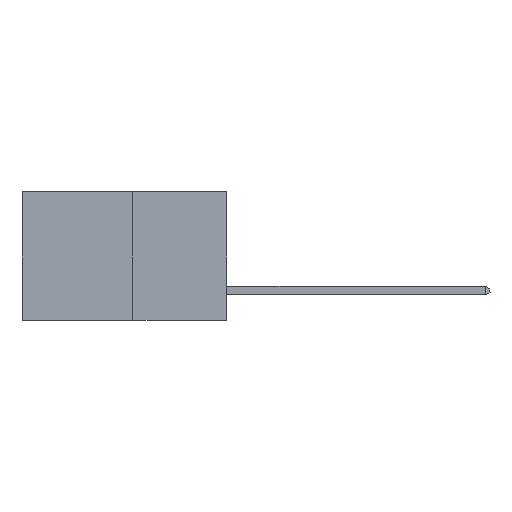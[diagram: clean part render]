
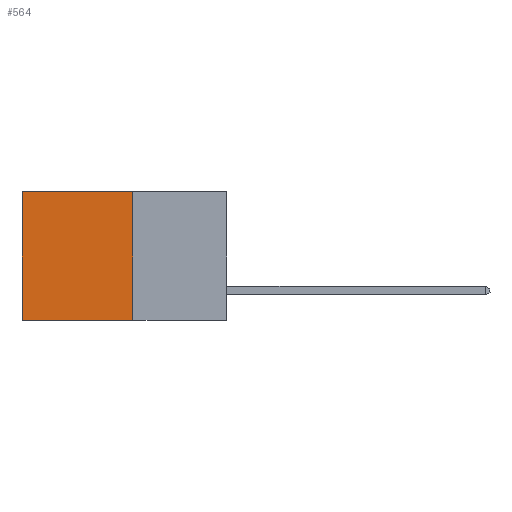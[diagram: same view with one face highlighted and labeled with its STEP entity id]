
A CAD part, left-side view. The second image highlights one B-rep face of the part: STEP entity #564.
In plain terms, the highlighted planar face has unit normal (-1, 0, 0).
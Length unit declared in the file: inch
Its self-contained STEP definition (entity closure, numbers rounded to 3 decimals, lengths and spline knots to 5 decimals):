
#471 = CARTESIAN_POINT ( 'NONE',  ( 0.277, 0.27, -0.37 ) ) ;
#564 = ADVANCED_FACE ( 'NONE', ( #10692 ), #10570, .F. ) ;
#952 = VERTEX_POINT ( 'NONE', #10631 ) ;
#1104 = EDGE_LOOP ( 'NONE', ( #2583, #2323, #11448, #7765 ) ) ;
#1690 = LINE ( 'NONE', #1779, #4540 ) ;
#1779 = CARTESIAN_POINT ( 'NONE',  ( 0.277, 0.27, 0. ) ) ;
#2003 = EDGE_CURVE ( 'NONE', #4655, #4948, #4996, .T. ) ;
#2323 = ORIENTED_EDGE ( 'NONE', *, *, #8846, .F. ) ;
#2583 = ORIENTED_EDGE ( 'NONE', *, *, #2003, .T. ) ;
#2743 = CARTESIAN_POINT ( 'NONE',  ( 0.277, 0.27, -0.37 ) ) ;
#3137 = CARTESIAN_POINT ( 'NONE',  ( 0.277, 0.27, -0.37 ) ) ;
#4139 = CARTESIAN_POINT ( 'NONE',  ( 0.277, 0.59, -0.37 ) ) ;
#4247 = DIRECTION ( 'NONE',  ( 0., 0., -1. ) ) ;
#4434 = DIRECTION ( 'NONE',  ( 0., 1., 0. ) ) ;
#4540 = VECTOR ( 'NONE', #7487, 39.37008 ) ;
#4655 = VERTEX_POINT ( 'NONE', #6929 ) ;
#4701 = VECTOR ( 'NONE', #4247, 39.37008 ) ;
#4948 = VERTEX_POINT ( 'NONE', #8791 ) ;
#4996 = LINE ( 'NONE', #4139, #4701 ) ;
#5201 = VECTOR ( 'NONE', #4434, 39.37008 ) ;
#5237 = CARTESIAN_POINT ( 'NONE',  ( 0.277, 0.27, -0.37 ) ) ;
#5842 = AXIS2_PLACEMENT_3D ( 'NONE', #3137, #9477, #6443 ) ;
#6256 = VERTEX_POINT ( 'NONE', #2743 ) ;
#6443 = DIRECTION ( 'NONE',  ( 0., 0., -1. ) ) ;
#6929 = CARTESIAN_POINT ( 'NONE',  ( 0.277, 0.59, 0. ) ) ;
#7487 = DIRECTION ( 'NONE',  ( 0., 1., 0. ) ) ;
#7765 = ORIENTED_EDGE ( 'NONE', *, *, #12001, .T. ) ;
#8791 = CARTESIAN_POINT ( 'NONE',  ( 0.277, 0.59, -0.37 ) ) ;
#8846 = EDGE_CURVE ( 'NONE', #6256, #4948, #10170, .T. ) ;
#8972 = DIRECTION ( 'NONE',  ( 0., 0., -1. ) ) ;
#9348 = VECTOR ( 'NONE', #8972, 39.37008 ) ;
#9477 = DIRECTION ( 'NONE',  ( 1., 0., 0. ) ) ;
#10170 = LINE ( 'NONE', #471, #5201 ) ;
#10570 = PLANE ( 'NONE',  #5842 ) ;
#10631 = CARTESIAN_POINT ( 'NONE',  ( 0.277, 0.27, 0. ) ) ;
#10692 = FACE_OUTER_BOUND ( 'NONE', #1104, .T. ) ;
#11448 = ORIENTED_EDGE ( 'NONE', *, *, #11749, .F. ) ;
#11722 = LINE ( 'NONE', #5237, #9348 ) ;
#11749 = EDGE_CURVE ( 'NONE', #952, #6256, #11722, .T. ) ;
#12001 = EDGE_CURVE ( 'NONE', #952, #4655, #1690, .T. ) ;
